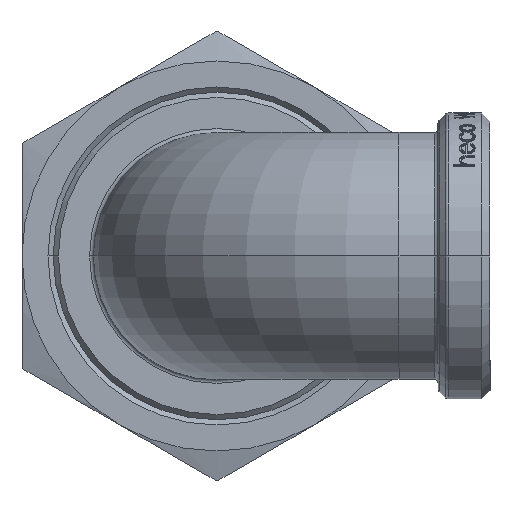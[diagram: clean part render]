
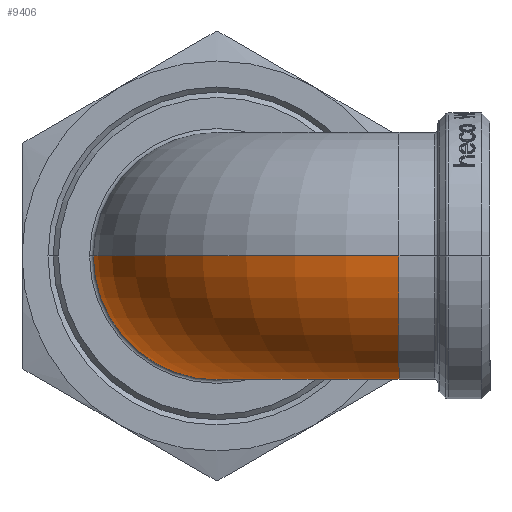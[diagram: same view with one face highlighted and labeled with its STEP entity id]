
A CAD part, left-side view. The second image highlights one B-rep face of the part: STEP entity #9406.
In plain terms, the highlighted toroidal (fillet/blend) face has major radius 14 mm and minor radius 9.5 mm.
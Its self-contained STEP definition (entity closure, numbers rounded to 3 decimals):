
#39 = EDGE_CURVE ( 'NONE', #9288, #15005, #9324, .T. ) ;
#232 = CARTESIAN_POINT ( 'NONE',  ( 0., 14., 0. ) ) ;
#239 = CIRCLE ( 'NONE', #777, 23.5 ) ;
#777 = AXIS2_PLACEMENT_3D ( 'NONE', #15583, #10655, #8009 ) ;
#1287 = CARTESIAN_POINT ( 'NONE',  ( 0., 4.5, 0. ) ) ;
#1509 = TOROIDAL_SURFACE ( 'NONE', #11721, 14., 9.5 ) ;
#2815 = CARTESIAN_POINT ( 'NONE',  ( -4.5, 0., 0. ) ) ;
#2911 = VERTEX_POINT ( 'NONE', #1287 ) ;
#3464 = CIRCLE ( 'NONE', #14206, 4.5 ) ;
#4039 = ORIENTED_EDGE ( 'NONE', *, *, #7610, .F. ) ;
#4618 = DIRECTION ( 'NONE',  ( 0., -1., 0. ) ) ;
#5082 = ORIENTED_EDGE ( 'NONE', *, *, #39, .F. ) ;
#5896 = AXIS2_PLACEMENT_3D ( 'NONE', #7155, #4618, #13818 ) ;
#6678 = VERTEX_POINT ( 'NONE', #15738 ) ;
#6780 = EDGE_CURVE ( 'NONE', #15005, #2911, #3464, .T. ) ;
#7155 = CARTESIAN_POINT ( 'NONE',  ( -14., 0., 0. ) ) ;
#7324 = DIRECTION ( 'NONE',  ( 0., 1., 0. ) ) ;
#7610 = EDGE_CURVE ( 'NONE', #2911, #6678, #15387, .T. ) ;
#7765 = ORIENTED_EDGE ( 'NONE', *, *, #6780, .F. ) ;
#7932 = AXIS2_PLACEMENT_3D ( 'NONE', #232, #12099, #11871 ) ;
#8009 = DIRECTION ( 'NONE',  ( 0., 1., 0. ) ) ;
#8648 = DIRECTION ( 'NONE',  ( 0., 0., -1. ) ) ;
#8849 = CARTESIAN_POINT ( 'NONE',  ( 0., 23.5, 0. ) ) ;
#9022 = AXIS2_PLACEMENT_3D ( 'NONE', #15072, #11281, #16525 ) ;
#9158 = ORIENTED_EDGE ( 'NONE', *, *, #12001, .F. ) ;
#9278 = CARTESIAN_POINT ( 'NONE',  ( -23.5, 0., 0. ) ) ;
#9288 = VERTEX_POINT ( 'NONE', #9278 ) ;
#9324 = CIRCLE ( 'NONE', #5896, 9.5 ) ;
#9406 = ADVANCED_FACE ( 'NONE', ( #14089 ), #1509, .T. ) ;
#10578 = VERTEX_POINT ( 'NONE', #8849 ) ;
#10655 = DIRECTION ( 'NONE',  ( 0., 0., -1. ) ) ;
#11281 = DIRECTION ( 'NONE',  ( 1., 0., 0. ) ) ;
#11721 = AXIS2_PLACEMENT_3D ( 'NONE', #12968, #16971, #14420 ) ;
#11871 = DIRECTION ( 'NONE',  ( 0., 1., 0. ) ) ;
#12001 = EDGE_CURVE ( 'NONE', #6678, #10578, #14009, .T. ) ;
#12099 = DIRECTION ( 'NONE',  ( 1., 0., 0. ) ) ;
#12968 = CARTESIAN_POINT ( 'NONE',  ( 0., 0., 0. ) ) ;
#13818 = DIRECTION ( 'NONE',  ( -1., 0., 0. ) ) ;
#13912 = CARTESIAN_POINT ( 'NONE',  ( 0., 0., 0. ) ) ;
#14009 = CIRCLE ( 'NONE', #7932, 9.5 ) ;
#14011 = EDGE_LOOP ( 'NONE', ( #5082, #16580, #9158, #4039, #7765 ) ) ;
#14089 = FACE_OUTER_BOUND ( 'NONE', #14011, .T. ) ;
#14206 = AXIS2_PLACEMENT_3D ( 'NONE', #13912, #8648, #7324 ) ;
#14420 = DIRECTION ( 'NONE',  ( 0., 1., 0. ) ) ;
#14436 = EDGE_CURVE ( 'NONE', #9288, #10578, #239, .T. ) ;
#15005 = VERTEX_POINT ( 'NONE', #2815 ) ;
#15072 = CARTESIAN_POINT ( 'NONE',  ( 0., 14., 0. ) ) ;
#15387 = CIRCLE ( 'NONE', #9022, 9.5 ) ;
#15583 = CARTESIAN_POINT ( 'NONE',  ( 0., 0., 0. ) ) ;
#15738 = CARTESIAN_POINT ( 'NONE',  ( 0., 14., -9.5 ) ) ;
#16525 = DIRECTION ( 'NONE',  ( 0., 1., 0. ) ) ;
#16580 = ORIENTED_EDGE ( 'NONE', *, *, #14436, .T. ) ;
#16971 = DIRECTION ( 'NONE',  ( 0., 0., -1. ) ) ;
